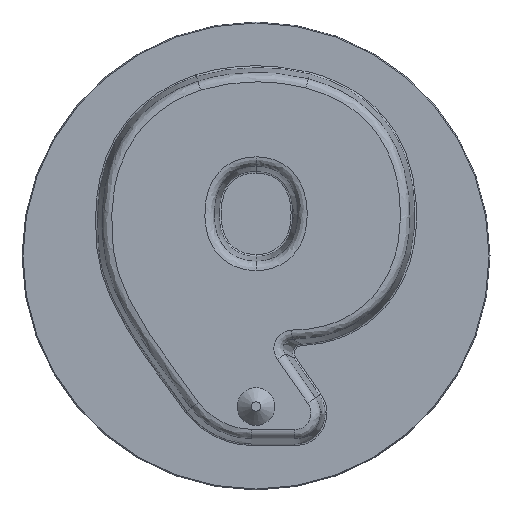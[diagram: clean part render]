
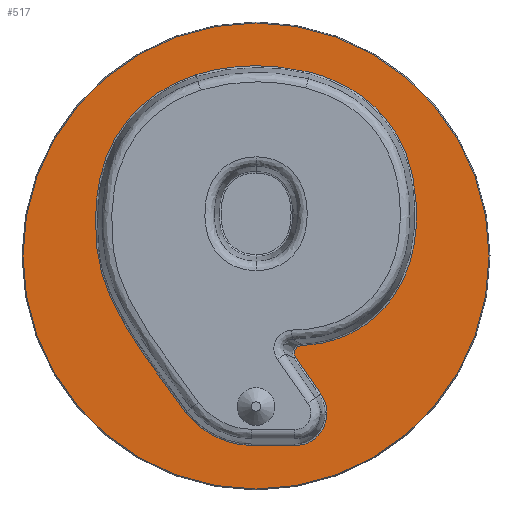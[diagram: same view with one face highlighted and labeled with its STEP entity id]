
A CAD part, top view. The second image highlights one B-rep face of the part: STEP entity #517.
In plain terms, the highlighted planar face has unit normal (0, 0, 1).
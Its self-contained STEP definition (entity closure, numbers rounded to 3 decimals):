
#43=FACE_BOUND('',#127,.T.);
#46=B_SPLINE_CURVE_WITH_KNOTS('',3,(#723,#724,#725,#726,#727,#728,#729,
#730,#731),.UNSPECIFIED.,.F.,.F.,(4,1,1,1,1,1,4),(-0.757,-0.622,
-0.541,-0.432,-0.216,-0.108,
0.),.UNSPECIFIED.);
#47=B_SPLINE_CURVE_WITH_KNOTS('',3,(#735,#736,#737,#738,#739),
 .UNSPECIFIED.,.F.,.F.,(4,1,4),(-0.809,-0.347,0.),
 .UNSPECIFIED.);
#48=B_SPLINE_CURVE_WITH_KNOTS('',3,(#741,#742,#743,#744,#745,#746,#747,
#748,#749,#750,#751,#752),.UNSPECIFIED.,.F.,.F.,(4,1,1,2,1,1,1,1,4),(-4.307,
-3.503,-3.101,-2.297,-1.838,
-1.378,-0.919,-0.459,0.),
 .UNSPECIFIED.);
#49=B_SPLINE_CURVE_WITH_KNOTS('',3,(#754,#755,#756,#757,#758),
 .UNSPECIFIED.,.F.,.F.,(4,1,4),(-1.228,-0.526,0.),
 .UNSPECIFIED.);
#50=B_SPLINE_CURVE_WITH_KNOTS('',3,(#760,#761,#762,#763,#764,#765,#766,
#767,#768,#769,#770,#771,#772,#773,#774),.UNSPECIFIED.,.F.,.F.,(4,2,1,1,
1,1,1,2,1,1,4),(-4.096,-4.089,-3.68,-3.272,
-3.068,-2.864,-2.455,-2.047,-1.228,
-0.819,0.),.UNSPECIFIED.);
#51=B_SPLINE_CURVE_WITH_KNOTS('',3,(#775,#776,#777,#778,#779,#780),
 .UNSPECIFIED.,.F.,.F.,(4,1,1,4),(-0.169,-0.097,
-0.048,0.),.UNSPECIFIED.);
#80=PLANE('',#572);
#88=FACE_OUTER_BOUND('',#126,.T.);
#126=EDGE_LOOP('',(#360));
#127=EDGE_LOOP('',(#361,#362,#363,#364,#365,#366,#367,#368));
#167=LINE('',#721,#186);
#168=LINE('',#733,#187);
#186=VECTOR('',#621,10.);
#187=VECTOR('',#622,10.);
#204=CIRCLE('',#569,24.75);
#230=VERTEX_POINT('',#711);
#233=VERTEX_POINT('',#719);
#234=VERTEX_POINT('',#720);
#235=VERTEX_POINT('',#722);
#236=VERTEX_POINT('',#732);
#237=VERTEX_POINT('',#734);
#238=VERTEX_POINT('',#740);
#239=VERTEX_POINT('',#753);
#240=VERTEX_POINT('',#759);
#276=EDGE_CURVE('',#230,#230,#204,.T.);
#280=EDGE_CURVE('',#233,#234,#167,.T.);
#281=EDGE_CURVE('',#235,#233,#46,.T.);
#282=EDGE_CURVE('',#236,#235,#168,.T.);
#283=EDGE_CURVE('',#237,#236,#47,.T.);
#284=EDGE_CURVE('',#238,#237,#48,.T.);
#285=EDGE_CURVE('',#239,#238,#49,.T.);
#286=EDGE_CURVE('',#240,#239,#50,.T.);
#287=EDGE_CURVE('',#234,#240,#51,.T.);
#360=ORIENTED_EDGE('',*,*,#276,.F.);
#361=ORIENTED_EDGE('',*,*,#280,.F.);
#362=ORIENTED_EDGE('',*,*,#281,.F.);
#363=ORIENTED_EDGE('',*,*,#282,.F.);
#364=ORIENTED_EDGE('',*,*,#283,.F.);
#365=ORIENTED_EDGE('',*,*,#284,.F.);
#366=ORIENTED_EDGE('',*,*,#285,.F.);
#367=ORIENTED_EDGE('',*,*,#286,.F.);
#368=ORIENTED_EDGE('',*,*,#287,.F.);
#517=ADVANCED_FACE('',(#88,#43),#80,.T.);
#569=AXIS2_PLACEMENT_3D('',#712,#612,#613);
#572=AXIS2_PLACEMENT_3D('',#718,#619,#620);
#612=DIRECTION('center_axis',(0.,0.,-1.));
#613=DIRECTION('ref_axis',(-1.,0.,0.));
#619=DIRECTION('center_axis',(0.,0.,1.));
#620=DIRECTION('ref_axis',(1.,0.,0.));
#621=DIRECTION('',(-0.566,0.824,0.));
#622=DIRECTION('',(1.,0.,0.));
#711=CARTESIAN_POINT('',(24.75,0.,0.));
#712=CARTESIAN_POINT('Origin',(0.,0.,0.));
#718=CARTESIAN_POINT('Origin',(0.,0.,0.));
#719=CARTESIAN_POINT('',(6.884,-14.659,0.));
#720=CARTESIAN_POINT('',(4.215,-10.773,0.));
#721=CARTESIAN_POINT('',(2.36,-8.073,0.));
#722=CARTESIAN_POINT('',(4.115,-20.127,0.));
#723=CARTESIAN_POINT('Ctrl Pts',(4.115,-20.127,0.));
#724=CARTESIAN_POINT('Ctrl Pts',(4.566,-20.127,0.));
#725=CARTESIAN_POINT('Ctrl Pts',(5.291,-20.013,0.));
#726=CARTESIAN_POINT('Ctrl Pts',(6.244,-19.476,0.));
#727=CARTESIAN_POINT('Ctrl Pts',(7.176,-18.477,0.));
#728=CARTESIAN_POINT('Ctrl Pts',(7.65,-17.047,0.));
#729=CARTESIAN_POINT('Ctrl Pts',(7.428,-15.601,0.));
#730=CARTESIAN_POINT('Ctrl Pts',(7.088,-14.956,0.));
#731=CARTESIAN_POINT('Ctrl Pts',(6.884,-14.659,0.));
#732=CARTESIAN_POINT('',(-0.488,-20.127,0.));
#733=CARTESIAN_POINT('',(-0.244,-20.127,0.));
#734=CARTESIAN_POINT('',(-7.472,-16.609,0.));
#735=CARTESIAN_POINT('Ctrl Pts',(-7.472,-16.609,0.));
#736=CARTESIAN_POINT('Ctrl Pts',(-6.539,-17.836,0.));
#737=CARTESIAN_POINT('Ctrl Pts',(-4.319,-19.513,0.));
#738=CARTESIAN_POINT('Ctrl Pts',(-1.644,-20.127,0.));
#739=CARTESIAN_POINT('Ctrl Pts',(-0.488,-20.127,0.));
#740=CARTESIAN_POINT('',(-6.383,19.24,0.));
#741=CARTESIAN_POINT('Ctrl Pts',(-6.383,19.24,0.));
#742=CARTESIAN_POINT('Ctrl Pts',(-8.934,18.419,0.));
#743=CARTESIAN_POINT('Ctrl Pts',(-12.524,16.301,0.));
#744=CARTESIAN_POINT('Ctrl Pts',(-16.335,10.612,0.));
#745=CARTESIAN_POINT('Ctrl Pts',(-17.044,6.512,0.));
#746=CARTESIAN_POINT('Ctrl Pts',(-17.043,2.295,0.));
#747=CARTESIAN_POINT('Ctrl Pts',(-16.875,-0.834,0.));
#748=CARTESIAN_POINT('Ctrl Pts',(-15.255,-5.165,0.));
#749=CARTESIAN_POINT('Ctrl Pts',(-12.903,-9.095,0.));
#750=CARTESIAN_POINT('Ctrl Pts',(-10.255,-12.912,0.));
#751=CARTESIAN_POINT('Ctrl Pts',(-8.399,-15.39,0.));
#752=CARTESIAN_POINT('Ctrl Pts',(-7.472,-16.609,0.));
#753=CARTESIAN_POINT('',(5.737,19.51,0.));
#754=CARTESIAN_POINT('Ctrl Pts',(5.737,19.51,0.));
#755=CARTESIAN_POINT('Ctrl Pts',(3.475,20.101,0.));
#756=CARTESIAN_POINT('Ctrl Pts',(-0.65,20.449,0.));
#757=CARTESIAN_POINT('Ctrl Pts',(-4.714,19.777,0.));
#758=CARTESIAN_POINT('Ctrl Pts',(-6.383,19.24,0.));
#759=CARTESIAN_POINT('',(4.825,-9.535,0.));
#760=CARTESIAN_POINT('Ctrl Pts',(4.825,-9.535,0.));
#761=CARTESIAN_POINT('Ctrl Pts',(4.85,-9.534,0.));
#762=CARTESIAN_POINT('Ctrl Pts',(4.874,-9.532,0.));
#763=CARTESIAN_POINT('Ctrl Pts',(6.259,-9.46,0.));
#764=CARTESIAN_POINT('Ctrl Pts',(8.978,-8.925,0.));
#765=CARTESIAN_POINT('Ctrl Pts',(11.976,-7.211,0.));
#766=CARTESIAN_POINT('Ctrl Pts',(13.933,-5.26,0.));
#767=CARTESIAN_POINT('Ctrl Pts',(15.516,-3.026,0.));
#768=CARTESIAN_POINT('Ctrl Pts',(16.776,0.216,0.));
#769=CARTESIAN_POINT('Ctrl Pts',(17.052,2.949,0.));
#770=CARTESIAN_POINT('Ctrl Pts',(17.06,7.051,0.));
#771=CARTESIAN_POINT('Ctrl Pts',(16.31,11.238,0.));
#772=CARTESIAN_POINT('Ctrl Pts',(12.21,16.887,0.));
#773=CARTESIAN_POINT('Ctrl Pts',(8.377,18.819,0.));
#774=CARTESIAN_POINT('Ctrl Pts',(5.737,19.51,0.));
#775=CARTESIAN_POINT('Ctrl Pts',(4.215,-10.773,0.));
#776=CARTESIAN_POINT('Ctrl Pts',(4.078,-10.574,0.));
#777=CARTESIAN_POINT('Ctrl Pts',(4.001,-10.135,0.));
#778=CARTESIAN_POINT('Ctrl Pts',(4.347,-9.651,0.));
#779=CARTESIAN_POINT('Ctrl Pts',(4.664,-9.544,0.));
#780=CARTESIAN_POINT('Ctrl Pts',(4.825,-9.535,0.));
